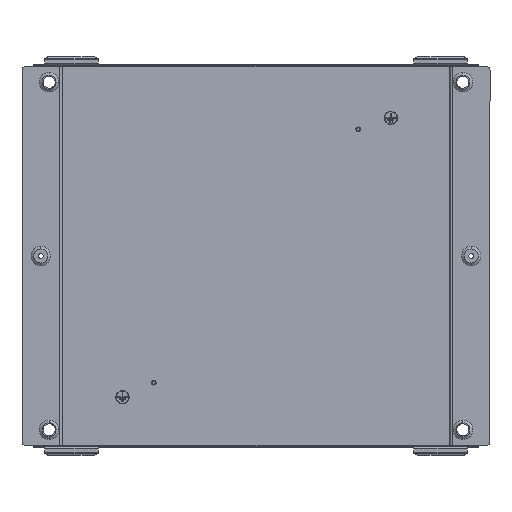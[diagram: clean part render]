
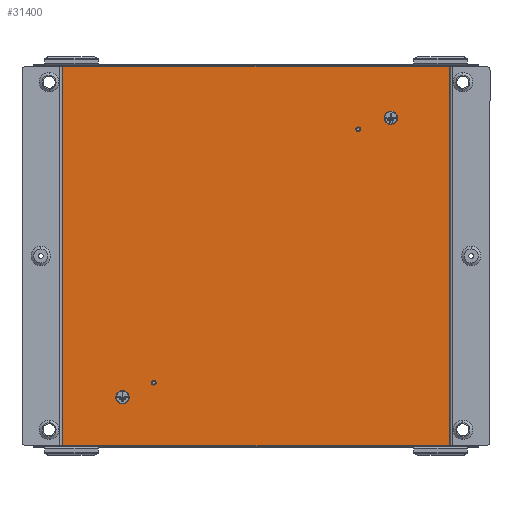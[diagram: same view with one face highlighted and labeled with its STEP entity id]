
A CAD part, front view. The second image highlights one B-rep face of the part: STEP entity #31400.
In plain terms, the highlighted planar face has unit normal (0, -1, 0).
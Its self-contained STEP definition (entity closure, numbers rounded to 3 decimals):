
#409 = CARTESIAN_POINT ( 'NONE',  ( -288.75, -1.5, 284. ) ) ;
#1006 = LINE ( 'NONE', #26896, #5242 ) ;
#2983 = CARTESIAN_POINT ( 'NONE',  ( -288.75, -1.5, -284. ) ) ;
#3599 = LINE ( 'NONE', #11250, #32046 ) ;
#3896 = VERTEX_POINT ( 'NONE', #409 ) ;
#5242 = VECTOR ( 'NONE', #11719, 1000. ) ;
#7730 = VECTOR ( 'NONE', #19027, 1000. ) ;
#7864 = CARTESIAN_POINT ( 'NONE',  ( 288.75, -1.5, 284. ) ) ;
#8516 = DIRECTION ( 'NONE',  ( 0., -1., 0. ) ) ;
#8539 = DIRECTION ( 'NONE',  ( 1., 0., 0. ) ) ;
#8967 = LINE ( 'NONE', #11841, #7730 ) ;
#9042 = ORIENTED_EDGE ( 'NONE', *, *, #26442, .F. ) ;
#10839 = EDGE_CURVE ( 'NONE', #23836, #3896, #8967, .T. ) ;
#10955 = VERTEX_POINT ( 'NONE', #30594 ) ;
#11250 = CARTESIAN_POINT ( 'NONE',  ( -288.75, -1.5, 284. ) ) ;
#11719 = DIRECTION ( 'NONE',  ( -1., 0., 0. ) ) ;
#11841 = CARTESIAN_POINT ( 'NONE',  ( -288.75, -1.5, -287. ) ) ;
#12963 = ORIENTED_EDGE ( 'NONE', *, *, #19061, .F. ) ;
#13084 = EDGE_LOOP ( 'NONE', ( #22425, #20357, #12963, #9042 ) ) ;
#14158 = CARTESIAN_POINT ( 'NONE',  ( 288.75, -1.5, 287. ) ) ;
#15102 = VERTEX_POINT ( 'NONE', #7864 ) ;
#16680 = CARTESIAN_POINT ( 'NONE',  ( 0., -1.5, 0. ) ) ;
#16693 = AXIS2_PLACEMENT_3D ( 'NONE', #16680, #8516, #26909 ) ;
#19027 = DIRECTION ( 'NONE',  ( 0., 0., 1. ) ) ;
#19061 = EDGE_CURVE ( 'NONE', #15102, #10955, #32227, .T. ) ;
#20357 = ORIENTED_EDGE ( 'NONE', *, *, #24393, .F. ) ;
#21475 = PLANE ( 'NONE',  #16693 ) ;
#22425 = ORIENTED_EDGE ( 'NONE', *, *, #10839, .F. ) ;
#23836 = VERTEX_POINT ( 'NONE', #2983 ) ;
#24393 = EDGE_CURVE ( 'NONE', #10955, #23836, #1006, .T. ) ;
#24533 = DIRECTION ( 'NONE',  ( 0., 0., -1. ) ) ;
#24659 = VECTOR ( 'NONE', #24533, 1000. ) ;
#26442 = EDGE_CURVE ( 'NONE', #3896, #15102, #3599, .T. ) ;
#26896 = CARTESIAN_POINT ( 'NONE',  ( 288.75, -1.5, -284. ) ) ;
#26909 = DIRECTION ( 'NONE',  ( 0., 0., -1. ) ) ;
#29299 = FACE_OUTER_BOUND ( 'NONE', #13084, .T. ) ;
#30594 = CARTESIAN_POINT ( 'NONE',  ( 288.75, -1.5, -284. ) ) ;
#31400 = ADVANCED_FACE ( 'NONE', ( #29299 ), #21475, .T. ) ;
#32046 = VECTOR ( 'NONE', #8539, 1000. ) ;
#32227 = LINE ( 'NONE', #14158, #24659 ) ;
